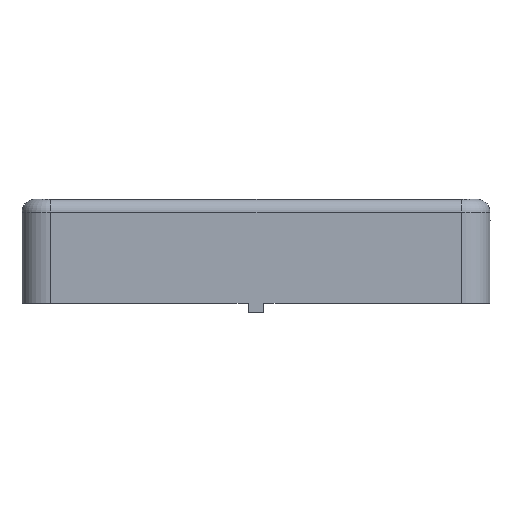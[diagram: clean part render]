
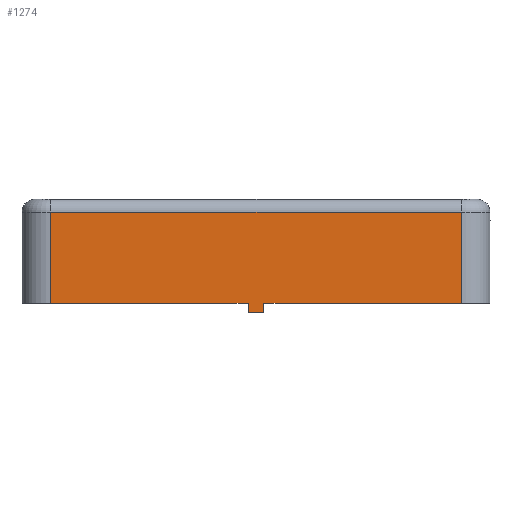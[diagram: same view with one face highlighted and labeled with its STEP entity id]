
A CAD part, left-side view. The second image highlights one B-rep face of the part: STEP entity #1274.
In plain terms, the highlighted face is planar.
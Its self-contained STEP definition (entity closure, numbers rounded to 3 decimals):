
#34=PLANE('',#1370);
#63=LINE('',#1943,#171);
#70=LINE('',#1970,#178);
#72=LINE('',#1973,#180);
#73=LINE('',#1975,#181);
#74=LINE('',#1977,#182);
#75=LINE('',#1978,#183);
#76=LINE('',#1980,#184);
#77=LINE('',#1982,#185);
#171=VECTOR('',#1527,1000.);
#178=VECTOR('',#1550,1000.);
#180=VECTOR('',#1554,1000.);
#181=VECTOR('',#1555,1000.);
#182=VECTOR('',#1556,1000.);
#183=VECTOR('',#1557,1000.);
#184=VECTOR('',#1558,1000.);
#185=VECTOR('',#1559,1000.);
#298=ORIENTED_EDGE('',*,*,#673,.T.);
#299=ORIENTED_EDGE('',*,*,#674,.F.);
#300=ORIENTED_EDGE('',*,*,#675,.F.);
#301=ORIENTED_EDGE('',*,*,#659,.T.);
#302=ORIENTED_EDGE('',*,*,#676,.T.);
#303=ORIENTED_EDGE('',*,*,#677,.F.);
#304=ORIENTED_EDGE('',*,*,#678,.F.);
#305=ORIENTED_EDGE('',*,*,#671,.T.);
#659=EDGE_CURVE('',#848,#847,#63,.T.);
#671=EDGE_CURVE('',#855,#859,#70,.T.);
#673=EDGE_CURVE('',#859,#860,#72,.T.);
#674=EDGE_CURVE('',#861,#860,#73,.T.);
#675=EDGE_CURVE('',#848,#861,#74,.T.);
#676=EDGE_CURVE('',#847,#862,#75,.T.);
#677=EDGE_CURVE('',#863,#862,#76,.T.);
#678=EDGE_CURVE('',#855,#863,#77,.T.);
#847=VERTEX_POINT('',#1942);
#848=VERTEX_POINT('',#1944);
#855=VERTEX_POINT('',#1960);
#859=VERTEX_POINT('',#1969);
#860=VERTEX_POINT('',#1974);
#861=VERTEX_POINT('',#1976);
#862=VERTEX_POINT('',#1979);
#863=VERTEX_POINT('',#1981);
#1051=EDGE_LOOP('',(#298,#299,#300,#301,#302,#303,#304,#305));
#1145=FACE_BOUND('',#1051,.T.);
#1274=ADVANCED_FACE('',(#1145),#34,.T.);
#1370=AXIS2_PLACEMENT_3D('',#1972,#1552,#1553);
#1527=DIRECTION('',(0.,1.,0.));
#1550=DIRECTION('',(0.,-1.,0.));
#1552=DIRECTION('',(0.,0.,-1.));
#1553=DIRECTION('',(-1.,0.,0.));
#1554=DIRECTION('',(-1.,0.,0.));
#1555=DIRECTION('',(0.,1.,0.));
#1556=DIRECTION('',(1.,0.,0.));
#1557=DIRECTION('',(-1.,0.,0.));
#1558=DIRECTION('',(0.,-1.,0.));
#1559=DIRECTION('',(-1.,0.,0.));
#1942=CARTESIAN_POINT('',(-0.5,-6.5,-18.75));
#1943=CARTESIAN_POINT('',(-0.5,-7.1,-18.75));
#1944=CARTESIAN_POINT('',(-0.5,-7.1,-18.75));
#1960=CARTESIAN_POINT('',(12.85,-0.8,-18.75));
#1969=CARTESIAN_POINT('',(12.85,-6.5,-18.75));
#1970=CARTESIAN_POINT('',(12.85,0.,-18.75));
#1972=CARTESIAN_POINT('',(12.85,0.,-18.75));
#1973=CARTESIAN_POINT('',(12.85,-6.5,-18.75));
#1974=CARTESIAN_POINT('',(0.5,-6.5,-18.75));
#1975=CARTESIAN_POINT('',(0.5,-7.1,-18.75));
#1976=CARTESIAN_POINT('',(0.5,-7.1,-18.75));
#1977=CARTESIAN_POINT('',(0.5,-7.1,-18.75));
#1978=CARTESIAN_POINT('',(12.85,-6.5,-18.75));
#1979=CARTESIAN_POINT('',(-12.85,-6.5,-18.75));
#1980=CARTESIAN_POINT('',(-12.85,0.,-18.75));
#1981=CARTESIAN_POINT('',(-12.85,-0.8,-18.75));
#1982=CARTESIAN_POINT('',(12.85,-0.8,-18.75));
